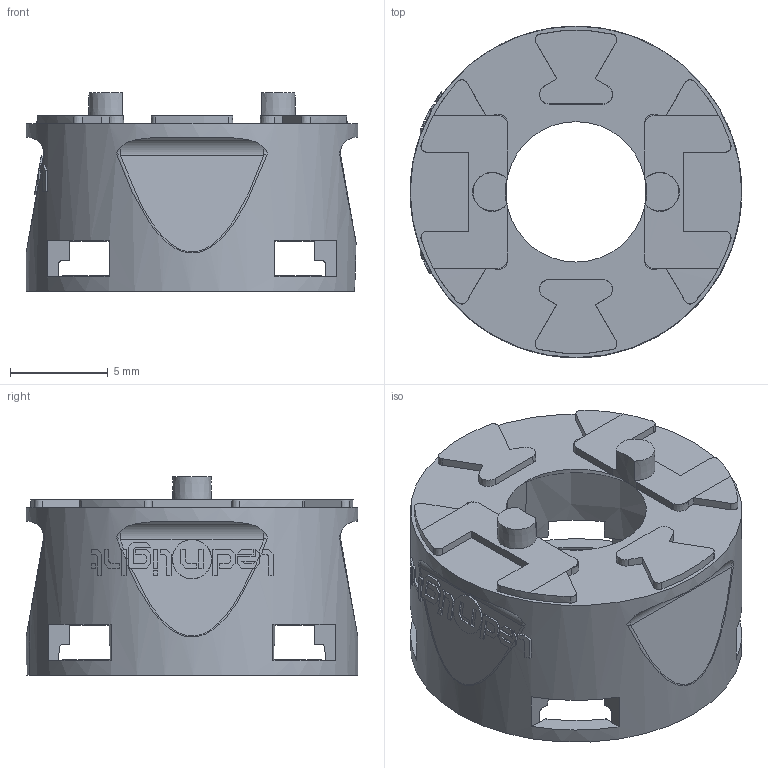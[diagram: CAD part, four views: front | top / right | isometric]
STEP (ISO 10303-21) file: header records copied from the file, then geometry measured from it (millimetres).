
FILE_DESCRIPTION(('STEP AP214'),'1');
FILE_NAME('220707_X75121_3D_LLH01CCC_IndA.stp','2022-07-07T15:02:13',(' '),(' '),'Spatial InterOp 3D',' ',' ');
FILE_SCHEMA(('AUTOMOTIVE_DESIGN { 1 0 10303 214 1 1 1 1 }'));
Length unit declared in the file: millimetre
Products named in the file (1): 220707_X75121_3D_LLH01CCC_IndA
Bounding box: 17 x 17 x 10.2 mm (x, y, z)
Volume: 469.3 mm3; surface area: 1229.6 mm2
Topology: 1 solids, 1 shells, 386 faces, 1083 edges, 698 vertices
Faces by surface type: plane 238, cone 59, cylinder 32, bspline 30, torus 17, sphere 8, extrusion 2
Full cylindrical faces by diameter (mm): 17 x1
Entity records: 16929 total; most frequent: CARTESIAN_POINT 4184, ORIENTED_EDGE 2134, DIRECTION 1881, EDGE_CURVE 1067, VERTEX_POINT 696, AXIS2_PLACEMENT_3D 683, VECTOR 515, LINE 513
